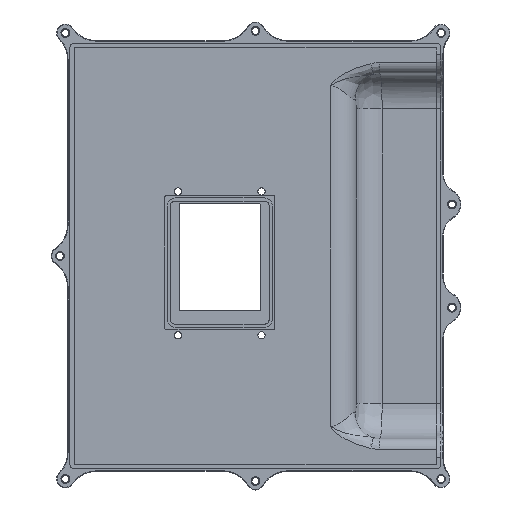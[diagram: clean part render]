
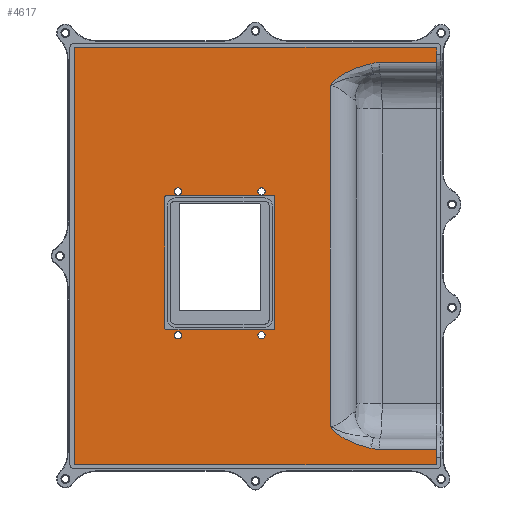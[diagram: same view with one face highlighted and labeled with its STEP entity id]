
A CAD part, top view. The second image highlights one B-rep face of the part: STEP entity #4617.
In plain terms, the highlighted planar face has unit normal (0, 0, 1).
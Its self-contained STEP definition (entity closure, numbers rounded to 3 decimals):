
#203=LINE('',#7350,#469);
#204=LINE('',#7355,#470);
#205=LINE('',#7359,#471);
#206=LINE('',#7363,#472);
#207=LINE('',#7380,#473);
#208=LINE('',#7396,#474);
#209=LINE('',#7398,#475);
#210=LINE('',#7402,#476);
#211=LINE('',#7406,#477);
#212=LINE('',#7410,#478);
#213=LINE('',#7414,#479);
#214=LINE('',#7416,#480);
#469=VECTOR('',#5658,1000.);
#470=VECTOR('',#5661,1000.);
#471=VECTOR('',#5664,1000.);
#472=VECTOR('',#5667,1000.);
#473=VECTOR('',#5670,1000.);
#474=VECTOR('',#5671,1000.);
#475=VECTOR('',#5672,1000.);
#476=VECTOR('',#5675,1000.);
#477=VECTOR('',#5678,1000.);
#478=VECTOR('',#5681,1000.);
#479=VECTOR('',#5684,1000.);
#480=VECTOR('',#5685,1000.);
#725=PLANE('',#4967);
#857=B_SPLINE_CURVE_WITH_KNOTS('',3,(#7366,#7367,#7368,#7369),
 .UNSPECIFIED.,.F.,.F.,(4,4),(0.,0.004),.UNSPECIFIED.);
#858=B_SPLINE_CURVE_WITH_KNOTS('',3,(#7372,#7373,#7374,#7375,#7376,#7377,
#7378),.UNSPECIFIED.,.F.,.F.,(4,1,1,1,4),(0.,0.005,
0.011,0.016,0.022),.UNSPECIFIED.);
#859=B_SPLINE_CURVE_WITH_KNOTS('',3,(#7382,#7383,#7384,#7385,#7386,#7387,
#7388,#7389),.UNSPECIFIED.,.F.,.F.,(4,1,1,1,1,4),(0.,0.005,
0.011,0.016,0.019,0.022),
 .UNSPECIFIED.);
#860=B_SPLINE_CURVE_WITH_KNOTS('',3,(#7391,#7392,#7393,#7394),
 .UNSPECIFIED.,.F.,.F.,(4,4),(0.,0.004),.UNSPECIFIED.);
#987=ORIENTED_EDGE('',*,*,#2393,.T.);
#988=ORIENTED_EDGE('',*,*,#2394,.T.);
#989=ORIENTED_EDGE('',*,*,#2395,.T.);
#990=ORIENTED_EDGE('',*,*,#2396,.T.);
#991=ORIENTED_EDGE('',*,*,#2397,.F.);
#992=ORIENTED_EDGE('',*,*,#2398,.T.);
#993=ORIENTED_EDGE('',*,*,#2399,.F.);
#994=ORIENTED_EDGE('',*,*,#2400,.T.);
#995=ORIENTED_EDGE('',*,*,#2401,.F.);
#996=ORIENTED_EDGE('',*,*,#2402,.T.);
#997=ORIENTED_EDGE('',*,*,#2403,.F.);
#998=ORIENTED_EDGE('',*,*,#2404,.T.);
#999=ORIENTED_EDGE('',*,*,#2405,.T.);
#1000=ORIENTED_EDGE('',*,*,#2406,.T.);
#1001=ORIENTED_EDGE('',*,*,#2407,.T.);
#1002=ORIENTED_EDGE('',*,*,#2408,.T.);
#1003=ORIENTED_EDGE('',*,*,#2409,.T.);
#1004=ORIENTED_EDGE('',*,*,#2410,.T.);
#1005=ORIENTED_EDGE('',*,*,#2411,.T.);
#1006=ORIENTED_EDGE('',*,*,#2412,.T.);
#1007=ORIENTED_EDGE('',*,*,#2413,.T.);
#1008=ORIENTED_EDGE('',*,*,#2414,.T.);
#1009=ORIENTED_EDGE('',*,*,#2415,.T.);
#1010=ORIENTED_EDGE('',*,*,#2416,.T.);
#1011=ORIENTED_EDGE('',*,*,#2417,.T.);
#1012=ORIENTED_EDGE('',*,*,#2418,.T.);
#1013=ORIENTED_EDGE('',*,*,#2419,.T.);
#1014=ORIENTED_EDGE('',*,*,#2420,.T.);
#2393=EDGE_CURVE('',#3093,#3093,#3512,.F.);
#2394=EDGE_CURVE('',#3094,#3094,#3513,.F.);
#2395=EDGE_CURVE('',#3095,#3095,#3514,.F.);
#2396=EDGE_CURVE('',#3096,#3096,#3515,.F.);
#2397=EDGE_CURVE('',#3097,#3098,#203,.T.);
#2398=EDGE_CURVE('',#3097,#3099,#3516,.F.);
#2399=EDGE_CURVE('',#3100,#3099,#204,.T.);
#2400=EDGE_CURVE('',#3100,#3101,#3517,.F.);
#2401=EDGE_CURVE('',#3102,#3101,#205,.T.);
#2402=EDGE_CURVE('',#3102,#3103,#3518,.F.);
#2403=EDGE_CURVE('',#3104,#3103,#206,.T.);
#2404=EDGE_CURVE('',#3104,#3098,#3519,.F.);
#2405=EDGE_CURVE('',#3105,#3106,#857,.T.);
#2406=EDGE_CURVE('',#3106,#3107,#858,.T.);
#2407=EDGE_CURVE('',#3107,#3108,#207,.T.);
#2408=EDGE_CURVE('',#3108,#3109,#859,.F.);
#2409=EDGE_CURVE('',#3109,#3110,#860,.T.);
#2410=EDGE_CURVE('',#3110,#3111,#208,.F.);
#2411=EDGE_CURVE('',#3111,#3112,#209,.T.);
#2412=EDGE_CURVE('',#3112,#3113,#3520,.T.);
#2413=EDGE_CURVE('',#3113,#3114,#210,.T.);
#2414=EDGE_CURVE('',#3114,#3115,#3521,.T.);
#2415=EDGE_CURVE('',#3115,#3116,#211,.T.);
#2416=EDGE_CURVE('',#3116,#3117,#3522,.T.);
#2417=EDGE_CURVE('',#3117,#3118,#212,.T.);
#2418=EDGE_CURVE('',#3118,#3119,#3523,.T.);
#2419=EDGE_CURVE('',#3119,#3120,#213,.T.);
#2420=EDGE_CURVE('',#3120,#3105,#214,.T.);
#3093=VERTEX_POINT('',#7343);
#3094=VERTEX_POINT('',#7345);
#3095=VERTEX_POINT('',#7347);
#3096=VERTEX_POINT('',#7349);
#3097=VERTEX_POINT('',#7351);
#3098=VERTEX_POINT('',#7352);
#3099=VERTEX_POINT('',#7354);
#3100=VERTEX_POINT('',#7356);
#3101=VERTEX_POINT('',#7358);
#3102=VERTEX_POINT('',#7360);
#3103=VERTEX_POINT('',#7362);
#3104=VERTEX_POINT('',#7364);
#3105=VERTEX_POINT('',#7370);
#3106=VERTEX_POINT('',#7371);
#3107=VERTEX_POINT('',#7379);
#3108=VERTEX_POINT('',#7381);
#3109=VERTEX_POINT('',#7390);
#3110=VERTEX_POINT('',#7395);
#3111=VERTEX_POINT('',#7397);
#3112=VERTEX_POINT('',#7399);
#3113=VERTEX_POINT('',#7401);
#3114=VERTEX_POINT('',#7403);
#3115=VERTEX_POINT('',#7405);
#3116=VERTEX_POINT('',#7407);
#3117=VERTEX_POINT('',#7409);
#3118=VERTEX_POINT('',#7411);
#3119=VERTEX_POINT('',#7413);
#3120=VERTEX_POINT('',#7415);
#3512=CIRCLE('',#4968,1.65);
#3513=CIRCLE('',#4969,1.65);
#3514=CIRCLE('',#4970,1.65);
#3515=CIRCLE('',#4971,1.65);
#3516=CIRCLE('',#4972,0.5);
#3517=CIRCLE('',#4973,0.5);
#3518=CIRCLE('',#4974,0.5);
#3519=CIRCLE('',#4975,0.5);
#3520=CIRCLE('',#4976,0.8);
#3521=CIRCLE('',#4977,0.8);
#3522=CIRCLE('',#4978,0.8);
#3523=CIRCLE('',#4979,0.8);
#3843=EDGE_LOOP('',(#987));
#3844=EDGE_LOOP('',(#988));
#3845=EDGE_LOOP('',(#989));
#3846=EDGE_LOOP('',(#990));
#3847=EDGE_LOOP('',(#991,#992,#993,#994,#995,#996,#997,#998));
#3848=EDGE_LOOP('',(#999,#1000,#1001,#1002,#1003,#1004,#1005,#1006,#1007,
#1008,#1009,#1010,#1011,#1012,#1013,#1014));
#4217=FACE_BOUND('',#3843,.T.);
#4218=FACE_BOUND('',#3844,.T.);
#4219=FACE_BOUND('',#3845,.T.);
#4220=FACE_BOUND('',#3846,.T.);
#4221=FACE_BOUND('',#3847,.T.);
#4222=FACE_BOUND('',#3848,.T.);
#4617=ADVANCED_FACE('',(#4217,#4218,#4219,#4220,#4221,#4222),#725,.T.);
#4967=AXIS2_PLACEMENT_3D('',#7341,#5648,#5649);
#4968=AXIS2_PLACEMENT_3D('',#7342,#5650,#5651);
#4969=AXIS2_PLACEMENT_3D('',#7344,#5652,#5653);
#4970=AXIS2_PLACEMENT_3D('',#7346,#5654,#5655);
#4971=AXIS2_PLACEMENT_3D('',#7348,#5656,#5657);
#4972=AXIS2_PLACEMENT_3D('',#7353,#5659,#5660);
#4973=AXIS2_PLACEMENT_3D('',#7357,#5662,#5663);
#4974=AXIS2_PLACEMENT_3D('',#7361,#5665,#5666);
#4975=AXIS2_PLACEMENT_3D('',#7365,#5668,#5669);
#4976=AXIS2_PLACEMENT_3D('',#7400,#5673,#5674);
#4977=AXIS2_PLACEMENT_3D('',#7404,#5676,#5677);
#4978=AXIS2_PLACEMENT_3D('',#7408,#5679,#5680);
#4979=AXIS2_PLACEMENT_3D('',#7412,#5682,#5683);
#5648=DIRECTION('',(0.,0.,1.));
#5649=DIRECTION('',(1.,0.,0.));
#5650=DIRECTION('',(0.,0.,1.));
#5651=DIRECTION('',(1.,0.,0.));
#5652=DIRECTION('',(0.,0.,1.));
#5653=DIRECTION('',(1.,0.,0.));
#5654=DIRECTION('',(0.,0.,1.));
#5655=DIRECTION('',(1.,0.,0.));
#5656=DIRECTION('',(0.,0.,1.));
#5657=DIRECTION('',(1.,0.,0.));
#5658=DIRECTION('',(1.,0.,0.));
#5659=DIRECTION('',(0.,0.,1.));
#5660=DIRECTION('',(1.,0.,0.));
#5661=DIRECTION('',(0.,-1.,0.));
#5662=DIRECTION('',(0.,0.,1.));
#5663=DIRECTION('',(1.,0.,0.));
#5664=DIRECTION('',(-1.,0.,0.));
#5665=DIRECTION('',(0.,0.,1.));
#5666=DIRECTION('',(1.,0.,0.));
#5667=DIRECTION('',(0.,1.,0.));
#5668=DIRECTION('',(0.,0.,1.));
#5669=DIRECTION('',(1.,0.,0.));
#5670=DIRECTION('',(0.,1.,0.));
#5671=DIRECTION('',(-1.,0.,0.));
#5672=DIRECTION('',(0.,1.,0.));
#5673=DIRECTION('',(0.,0.,1.));
#5674=DIRECTION('',(1.,0.,0.));
#5675=DIRECTION('',(-1.,0.,0.));
#5676=DIRECTION('',(0.,0.,1.));
#5677=DIRECTION('',(1.,0.,0.));
#5678=DIRECTION('',(0.,-1.,0.));
#5679=DIRECTION('',(0.,0.,1.));
#5680=DIRECTION('',(1.,0.,0.));
#5681=DIRECTION('',(1.,0.,0.));
#5682=DIRECTION('',(0.,0.,1.));
#5683=DIRECTION('',(1.,0.,0.));
#5684=DIRECTION('',(0.,1.,0.));
#5685=DIRECTION('',(-1.,0.,0.));
#7341=CARTESIAN_POINT('',(82.25,95.,3.5));
#7342=CARTESIAN_POINT('',(-35.02,-35.61,3.5));
#7343=CARTESIAN_POINT('',(-33.37,-35.61,3.5));
#7344=CARTESIAN_POINT('',(3.02,-35.61,3.5));
#7345=CARTESIAN_POINT('',(4.67,-35.61,3.5));
#7346=CARTESIAN_POINT('',(-35.02,29.85,3.5));
#7347=CARTESIAN_POINT('',(-33.37,29.85,3.5));
#7348=CARTESIAN_POINT('',(3.02,29.85,3.5));
#7349=CARTESIAN_POINT('',(4.67,29.85,3.5));
#7350=CARTESIAN_POINT('',(-41.,-33.,3.5));
#7351=CARTESIAN_POINT('',(-40.5,-33.,3.5));
#7352=CARTESIAN_POINT('',(8.5,-33.,3.5));
#7353=CARTESIAN_POINT('',(-40.5,-32.5,3.5));
#7354=CARTESIAN_POINT('',(-41.,-32.5,3.5));
#7355=CARTESIAN_POINT('',(-41.,27.,3.5));
#7356=CARTESIAN_POINT('',(-41.,27.5,3.5));
#7357=CARTESIAN_POINT('',(-40.5,27.5,3.5));
#7358=CARTESIAN_POINT('',(-40.5,28.,3.5));
#7359=CARTESIAN_POINT('',(9.,28.,3.5));
#7360=CARTESIAN_POINT('',(8.5,28.,3.5));
#7361=CARTESIAN_POINT('',(8.5,27.5,3.5));
#7362=CARTESIAN_POINT('',(9.,27.5,3.5));
#7363=CARTESIAN_POINT('',(9.,-27.,3.5));
#7364=CARTESIAN_POINT('',(9.,-32.5,3.5));
#7365=CARTESIAN_POINT('',(8.5,-32.5,3.5));
#7366=CARTESIAN_POINT('',(56.838,-87.51,3.5));
#7367=CARTESIAN_POINT('',(55.462,-87.51,3.5));
#7368=CARTESIAN_POINT('',(54.106,-87.349,3.5));
#7369=CARTESIAN_POINT('',(52.769,-87.028,3.5));
#7370=CARTESIAN_POINT('',(56.838,-87.51,3.5));
#7371=CARTESIAN_POINT('',(52.769,-87.028,3.5));
#7372=CARTESIAN_POINT('',(52.769,-87.028,3.5));
#7373=CARTESIAN_POINT('',(51.022,-86.608,3.5));
#7374=CARTESIAN_POINT('',(47.564,-85.64,3.5));
#7375=CARTESIAN_POINT('',(42.532,-83.725,3.5));
#7376=CARTESIAN_POINT('',(37.808,-81.039,3.5));
#7377=CARTESIAN_POINT('',(35.255,-78.501,3.5));
#7378=CARTESIAN_POINT('',(34.285,-76.992,3.5));
#7379=CARTESIAN_POINT('',(34.285,-76.992,3.5));
#7380=CARTESIAN_POINT('',(34.285,0.5,3.5));
#7381=CARTESIAN_POINT('',(34.285,77.992,3.5));
#7382=CARTESIAN_POINT('',(52.769,88.028,3.5));
#7383=CARTESIAN_POINT('',(51.024,87.608,3.5));
#7384=CARTESIAN_POINT('',(47.571,86.642,3.5));
#7385=CARTESIAN_POINT('',(42.536,84.728,3.5));
#7386=CARTESIAN_POINT('',(38.625,82.501,3.5));
#7387=CARTESIAN_POINT('',(35.916,80.168,3.5));
#7388=CARTESIAN_POINT('',(34.77,78.746,3.5));
#7389=CARTESIAN_POINT('',(34.285,77.992,3.5));
#7390=CARTESIAN_POINT('',(52.769,88.028,3.5));
#7391=CARTESIAN_POINT('',(52.769,88.028,3.5));
#7392=CARTESIAN_POINT('',(54.106,88.349,3.5));
#7393=CARTESIAN_POINT('',(55.462,88.51,3.5));
#7394=CARTESIAN_POINT('',(56.838,88.51,3.5));
#7395=CARTESIAN_POINT('',(56.838,88.51,3.5));
#7396=CARTESIAN_POINT('',(82.825,88.51,3.5));
#7397=CARTESIAN_POINT('',(82.825,88.51,3.5));
#7398=CARTESIAN_POINT('',(82.825,46.359,3.5));
#7399=CARTESIAN_POINT('',(82.825,94.775,3.5));
#7400=CARTESIAN_POINT('',(82.025,94.775,3.5));
#7401=CARTESIAN_POINT('',(82.025,95.575,3.5));
#7402=CARTESIAN_POINT('',(82.25,95.575,3.5));
#7403=CARTESIAN_POINT('',(-81.525,95.575,3.5));
#7404=CARTESIAN_POINT('',(-81.525,94.775,3.5));
#7405=CARTESIAN_POINT('',(-82.325,94.775,3.5));
#7406=CARTESIAN_POINT('',(-82.325,-94.,3.5));
#7407=CARTESIAN_POINT('',(-82.325,-93.775,3.5));
#7408=CARTESIAN_POINT('',(-81.525,-93.775,3.5));
#7409=CARTESIAN_POINT('',(-81.525,-94.575,3.5));
#7410=CARTESIAN_POINT('',(-81.75,-94.575,3.5));
#7411=CARTESIAN_POINT('',(82.025,-94.575,3.5));
#7412=CARTESIAN_POINT('',(82.025,-93.775,3.5));
#7413=CARTESIAN_POINT('',(82.825,-93.775,3.5));
#7414=CARTESIAN_POINT('',(82.825,46.359,3.5));
#7415=CARTESIAN_POINT('',(82.825,-87.51,3.5));
#7416=CARTESIAN_POINT('',(51.954,-87.51,3.5));
